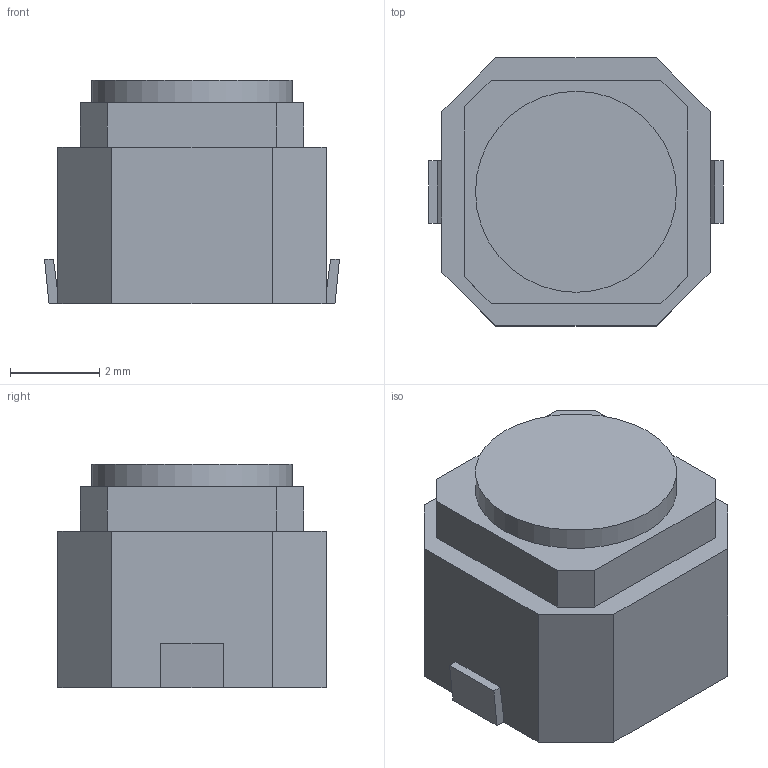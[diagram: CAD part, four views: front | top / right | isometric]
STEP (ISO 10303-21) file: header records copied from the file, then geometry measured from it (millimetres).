
FILE_DESCRIPTION(('FreeCAD Model'),'2;1');
FILE_NAME('Open CASCADE Shape Model','2024-01-07T18:21:31',(''),(''), 'Open CASCADE STEP processor 7.6','FreeCAD','Unknown');
FILE_SCHEMA(('AUTOMOTIVE_DESIGN { 1 0 10303 214 1 1 1 1 }'));
Length unit declared in the file: millimetre
Products named in the file (4): LinkGroup; pin_1; pin_2; Body
Assembly tree (3 placements, depth 2):
  LinkGroup
    pin_1
    pin_2
    Body
Bounding box: 6.6 x 6 x 5 mm (x, y, z)
Volume: 148.7 mm3; surface area: 180.9 mm2
Topology: 3 solids, 3 shells, 45 faces, 111 edges, 74 vertices
Faces by surface type: plane 44, cylinder 1
Full cylindrical faces by diameter (mm): 4.5 x1
Entity records: 2843 total; most frequent: CARTESIAN_POINT 456, DIRECTION 433, LINE 329, VECTOR 329, ORIENTED_EDGE 222, PCURVE 222, DEFINITIONAL_REPRESENTATION 222, EDGE_CURVE 111
